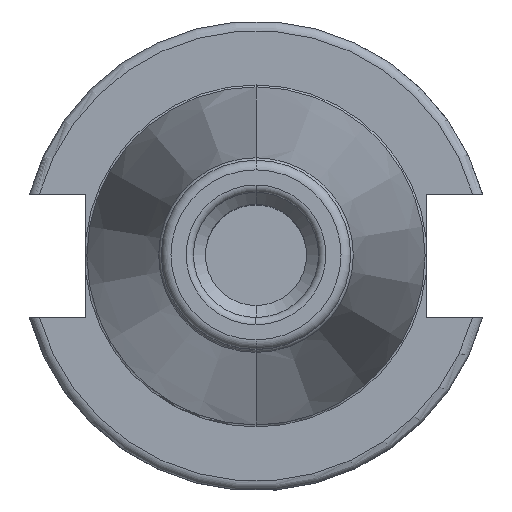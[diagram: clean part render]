
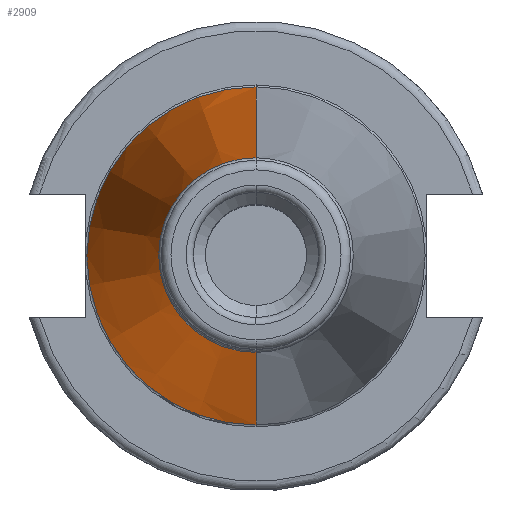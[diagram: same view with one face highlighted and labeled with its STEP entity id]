
A CAD part, top view. The second image highlights one B-rep face of the part: STEP entity #2909.
In plain terms, the highlighted conical face has half-angle 8.297 degrees and reference radius 27.65 mm.
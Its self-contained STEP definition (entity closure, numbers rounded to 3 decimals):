
#367=DIRECTION('',(0,-0.144,0.99));
#368=VECTOR('',#367,103.254);
#369=CARTESIAN_POINT('',(0,35.1,14));
#370=LINE('',#369,#368);
#371=DIRECTION('',(0,0.144,0.99));
#372=VECTOR('',#371,103.254);
#373=CARTESIAN_POINT('',(0,-35.1,14));
#374=LINE('',#373,#372);
#375=CARTESIAN_POINT('',(0,0,14));
#376=DIRECTION('',(0,0,1));
#377=DIRECTION('',(0,1,0));
#378=AXIS2_PLACEMENT_3D('',#375,#376,#377);
#400=CARTESIAN_POINT('',(0,0,116.173));
#401=DIRECTION('',(0,0,1));
#402=DIRECTION('',(0,1,0));
#403=AXIS2_PLACEMENT_3D('',#400,#401,#402);
#2109=CARTESIAN_POINT('',(0,35.1,14));
#2110=VERTEX_POINT('',#2109);
#2111=CARTESIAN_POINT('',(0,20.2,116.173));
#2112=VERTEX_POINT('',#2111);
#2149=CARTESIAN_POINT('',(0,-35.1,14));
#2150=VERTEX_POINT('',#2149);
#2151=CARTESIAN_POINT('',(0,-20.2,116.173));
#2152=VERTEX_POINT('',#2151);
#2895=CARTESIAN_POINT('',(0,0,65.087));
#2896=DIRECTION('',(0,0,-1));
#2897=DIRECTION('',(0,-1,0));
#2898=AXIS2_PLACEMENT_3D('',#2895,#2896,#2897);
#2899=CONICAL_SURFACE('',#2898,27.65,8.297);
#2901=ORIENTED_EDGE('',*,*,#2900,.T.);
#2903=ORIENTED_EDGE('',*,*,#2902,.T.);
#2905=ORIENTED_EDGE('',*,*,#2904,.F.);
#2906=ORIENTED_EDGE('',*,*,#2888,.F.);
#2907=EDGE_LOOP('',(#2901,#2903,#2905,#2906));
#2908=FACE_OUTER_BOUND('',#2907,.F.);
#2909=ADVANCED_FACE('',(#2908),#2899,.T.);
#379=CIRCLE('',#378,35.1);
#404=CIRCLE('',#403,20.2);
#2888=EDGE_CURVE('',#2110,#2150,#379,.T.);
#2900=EDGE_CURVE('',#2110,#2112,#370,.T.);
#2902=EDGE_CURVE('',#2112,#2152,#404,.T.);
#2904=EDGE_CURVE('',#2150,#2152,#374,.T.);
